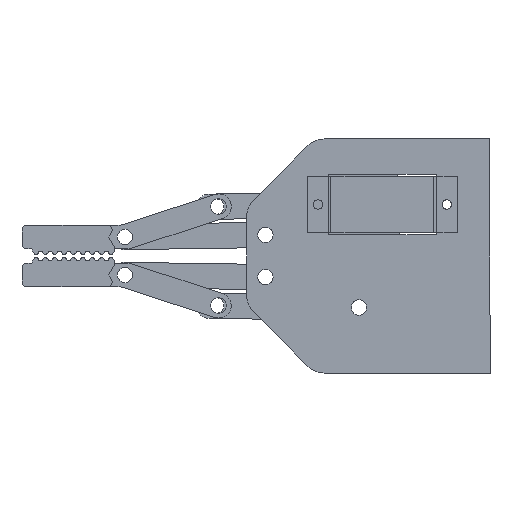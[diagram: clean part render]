
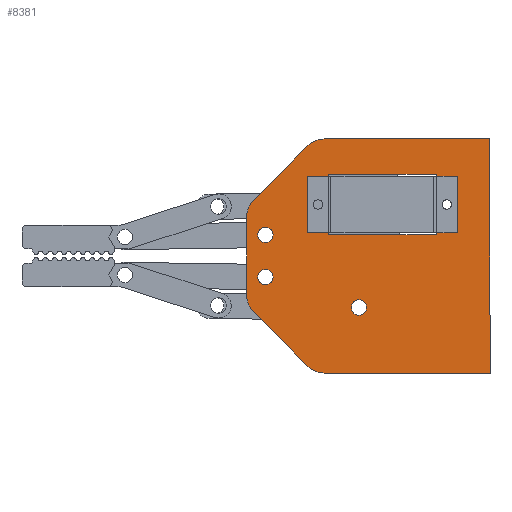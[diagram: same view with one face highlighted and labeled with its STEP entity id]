
A CAD part, front view. The second image highlights one B-rep face of the part: STEP entity #8381.
In plain terms, the highlighted planar face has unit normal (0, -1, 0).
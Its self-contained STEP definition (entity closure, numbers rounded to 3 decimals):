
#467=FACE_BOUND('',#1145,.T.);
#468=FACE_BOUND('',#1146,.T.);
#469=FACE_BOUND('',#1147,.T.);
#470=FACE_BOUND('',#1148,.T.);
#471=FACE_BOUND('',#1149,.T.);
#472=FACE_BOUND('',#1150,.T.);
#520=PLANE('',#8939);
#678=FACE_OUTER_BOUND('',#1144,.T.);
#1144=EDGE_LOOP('',(#5594,#5595,#5596,#5597,#5598,#5599,#5600,#5601,#5602,
#5603));
#1145=EDGE_LOOP('',(#5604));
#1146=EDGE_LOOP('',(#5605));
#1147=EDGE_LOOP('',(#5606));
#1148=EDGE_LOOP('',(#5607,#5608,#5609,#5610));
#1149=EDGE_LOOP('',(#5611));
#1150=EDGE_LOOP('',(#5612));
#1661=LINE('',#11777,#2355);
#1665=LINE('',#11788,#2359);
#1666=LINE('',#11792,#2360);
#1667=LINE('',#11794,#2361);
#1668=LINE('',#11796,#2362);
#1669=LINE('',#11800,#2363);
#1670=LINE('',#11803,#2364);
#1671=LINE('',#11807,#2365);
#1672=LINE('',#11809,#2366);
#1673=LINE('',#11810,#2367);
#2355=VECTOR('',#9662,10.);
#2359=VECTOR('',#9670,10.);
#2360=VECTOR('',#9673,10.);
#2361=VECTOR('',#9674,10.);
#2362=VECTOR('',#9675,10.);
#2363=VECTOR('',#9678,10.);
#2364=VECTOR('',#9681,10.);
#2365=VECTOR('',#9684,10.);
#2366=VECTOR('',#9685,10.);
#2367=VECTOR('',#9686,10.);
#3047=CIRCLE('',#8933,1.);
#3049=CIRCLE('',#8936,1.);
#3051=CIRCLE('',#8940,5.5);
#3052=CIRCLE('',#8941,5.);
#3053=CIRCLE('',#8942,5.);
#3054=CIRCLE('',#8943,5.5);
#3055=CIRCLE('',#8944,1.65);
#3056=CIRCLE('',#8945,1.65);
#3057=CIRCLE('',#8946,1.65);
#3404=VERTEX_POINT('',#11763);
#3406=VERTEX_POINT('',#11769);
#3408=VERTEX_POINT('',#11775);
#3409=VERTEX_POINT('',#11776);
#3412=VERTEX_POINT('',#11784);
#3413=VERTEX_POINT('',#11785);
#3414=VERTEX_POINT('',#11787);
#3415=VERTEX_POINT('',#11789);
#3416=VERTEX_POINT('',#11791);
#3417=VERTEX_POINT('',#11793);
#3418=VERTEX_POINT('',#11795);
#3419=VERTEX_POINT('',#11797);
#3420=VERTEX_POINT('',#11799);
#3421=VERTEX_POINT('',#11801);
#3422=VERTEX_POINT('',#11804);
#3423=VERTEX_POINT('',#11806);
#3424=VERTEX_POINT('',#11808);
#3425=VERTEX_POINT('',#11811);
#3426=VERTEX_POINT('',#11813);
#4271=EDGE_CURVE('',#3404,#3404,#3047,.T.);
#4274=EDGE_CURVE('',#3406,#3406,#3049,.T.);
#4277=EDGE_CURVE('',#3408,#3409,#1661,.T.);
#4281=EDGE_CURVE('',#3412,#3413,#3051,.F.);
#4282=EDGE_CURVE('',#3413,#3414,#1665,.F.);
#4283=EDGE_CURVE('',#3414,#3415,#3052,.F.);
#4284=EDGE_CURVE('',#3415,#3416,#1666,.F.);
#4285=EDGE_CURVE('',#3416,#3417,#1667,.T.);
#4286=EDGE_CURVE('',#3417,#3418,#1668,.F.);
#4287=EDGE_CURVE('',#3418,#3419,#3053,.F.);
#4288=EDGE_CURVE('',#3419,#3420,#1669,.F.);
#4289=EDGE_CURVE('',#3420,#3421,#3054,.F.);
#4290=EDGE_CURVE('',#3421,#3412,#1670,.F.);
#4291=EDGE_CURVE('',#3422,#3422,#3055,.F.);
#4292=EDGE_CURVE('',#3423,#3408,#1671,.F.);
#4293=EDGE_CURVE('',#3424,#3409,#1672,.T.);
#4294=EDGE_CURVE('',#3424,#3423,#1673,.F.);
#4295=EDGE_CURVE('',#3425,#3425,#3056,.F.);
#4296=EDGE_CURVE('',#3426,#3426,#3057,.F.);
#5594=ORIENTED_EDGE('',*,*,#4281,.T.);
#5595=ORIENTED_EDGE('',*,*,#4282,.T.);
#5596=ORIENTED_EDGE('',*,*,#4283,.T.);
#5597=ORIENTED_EDGE('',*,*,#4284,.T.);
#5598=ORIENTED_EDGE('',*,*,#4285,.T.);
#5599=ORIENTED_EDGE('',*,*,#4286,.T.);
#5600=ORIENTED_EDGE('',*,*,#4287,.T.);
#5601=ORIENTED_EDGE('',*,*,#4288,.T.);
#5602=ORIENTED_EDGE('',*,*,#4289,.T.);
#5603=ORIENTED_EDGE('',*,*,#4290,.T.);
#5604=ORIENTED_EDGE('',*,*,#4271,.T.);
#5605=ORIENTED_EDGE('',*,*,#4274,.T.);
#5606=ORIENTED_EDGE('',*,*,#4291,.T.);
#5607=ORIENTED_EDGE('',*,*,#4292,.T.);
#5608=ORIENTED_EDGE('',*,*,#4277,.T.);
#5609=ORIENTED_EDGE('',*,*,#4293,.F.);
#5610=ORIENTED_EDGE('',*,*,#4294,.T.);
#5611=ORIENTED_EDGE('',*,*,#4295,.T.);
#5612=ORIENTED_EDGE('',*,*,#4296,.T.);
#8381=ADVANCED_FACE('',(#678,#467,#468,#469,#470,#471,#472),#520,.F.);
#8933=AXIS2_PLACEMENT_3D('',#11764,#9648,#9649);
#8936=AXIS2_PLACEMENT_3D('',#11770,#9655,#9656);
#8939=AXIS2_PLACEMENT_3D('',#11783,#9666,#9667);
#8940=AXIS2_PLACEMENT_3D('',#11786,#9668,#9669);
#8941=AXIS2_PLACEMENT_3D('',#11790,#9671,#9672);
#8942=AXIS2_PLACEMENT_3D('',#11798,#9676,#9677);
#8943=AXIS2_PLACEMENT_3D('',#11802,#9679,#9680);
#8944=AXIS2_PLACEMENT_3D('',#11805,#9682,#9683);
#8945=AXIS2_PLACEMENT_3D('',#11812,#9687,#9688);
#8946=AXIS2_PLACEMENT_3D('',#11814,#9689,#9690);
#9648=DIRECTION('center_axis',(0.,1.,0.));
#9649=DIRECTION('ref_axis',(1.,0.,0.));
#9655=DIRECTION('center_axis',(0.,1.,0.));
#9656=DIRECTION('ref_axis',(1.,0.,0.));
#9662=DIRECTION('',(0.,0.,-1.));
#9666=DIRECTION('center_axis',(0.,1.,0.));
#9667=DIRECTION('ref_axis',(-1.,0.,0.));
#9668=DIRECTION('center_axis',(0.,1.,0.));
#9669=DIRECTION('ref_axis',(-0.707,0.,-0.707));
#9670=DIRECTION('',(-0.707,0.,0.707));
#9671=DIRECTION('center_axis',(0.,1.,0.));
#9672=DIRECTION('ref_axis',(0.,0.,-1.));
#9673=DIRECTION('',(-1.,0.,0.));
#9674=DIRECTION('',(0.,0.,1.));
#9675=DIRECTION('',(1.,0.,0.));
#9676=DIRECTION('center_axis',(0.,1.,0.));
#9677=DIRECTION('ref_axis',(-0.707,0.,0.707));
#9678=DIRECTION('',(0.707,0.,0.707));
#9679=DIRECTION('center_axis',(0.,1.,0.));
#9680=DIRECTION('ref_axis',(-1.,0.,0.));
#9681=DIRECTION('',(0.,0.,1.));
#9682=DIRECTION('center_axis',(0.,-1.,0.));
#9683=DIRECTION('ref_axis',(-1.,0.,0.));
#9684=DIRECTION('',(-1.,0.,0.));
#9685=DIRECTION('',(1.,0.,0.));
#9686=DIRECTION('',(0.,0.,-1.));
#9687=DIRECTION('center_axis',(0.,-1.,0.));
#9688=DIRECTION('ref_axis',(-1.,0.,0.));
#9689=DIRECTION('center_axis',(0.,-1.,0.));
#9690=DIRECTION('ref_axis',(-1.,0.,0.));
#11763=CARTESIAN_POINT('',(19.867,0.,-7.762));
#11764=CARTESIAN_POINT('Origin',(20.867,0.,
-7.762));
#11769=CARTESIAN_POINT('',(47.367,0.,-7.762));
#11770=CARTESIAN_POINT('Origin',(48.367,0.,-7.762));
#11775=CARTESIAN_POINT('',(46.117,0.,-1.262));
#11776=CARTESIAN_POINT('',(46.117,0.,-14.262));
#11777=CARTESIAN_POINT('',(46.117,0.,-10.012));
#11783=CARTESIAN_POINT('Origin',(25.103,0.,-18.762));
#11784=CARTESIAN_POINT('',(5.589,0.,-26.956));
#11785=CARTESIAN_POINT('',(7.2,0.,-30.845));
#11786=CARTESIAN_POINT('Origin',(11.089,0.,-26.956));
#11787=CARTESIAN_POINT('',(18.652,0.,-42.297));
#11788=CARTESIAN_POINT('',(8.655,0.,-32.3));
#11789=CARTESIAN_POINT('',(22.188,0.,-43.762));
#11790=CARTESIAN_POINT('Origin',(22.188,0.,-38.762));
#11791=CARTESIAN_POINT('',(57.617,0.,-43.762));
#11792=CARTESIAN_POINT('',(23.645,0.,-43.762));
#11793=CARTESIAN_POINT('',(57.617,0.,6.238));
#11794=CARTESIAN_POINT('',(57.617,0.,-31.262));
#11795=CARTESIAN_POINT('',(22.188,0.,6.238));
#11796=CARTESIAN_POINT('',(34.86,0.,6.238));
#11797=CARTESIAN_POINT('',(18.652,0.,4.774));
#11798=CARTESIAN_POINT('Origin',(22.188,0.,1.238));
#11799=CARTESIAN_POINT('',(7.2,0.,-6.679));
#11800=CARTESIAN_POINT('',(14.381,0.,0.503));
#11801=CARTESIAN_POINT('',(5.589,0.,-10.568));
#11802=CARTESIAN_POINT('Origin',(11.089,0.,-10.568));
#11803=CARTESIAN_POINT('',(5.589,0.,-14.665));
#11804=CARTESIAN_POINT('',(11.267,0.,-14.262));
#11805=CARTESIAN_POINT('Origin',(9.617,0.,-14.262));
#11806=CARTESIAN_POINT('',(23.117,0.,-1.262));
#11807=CARTESIAN_POINT('',(24.11,0.,-1.262));
#11808=CARTESIAN_POINT('',(23.117,0.,-14.262));
#11809=CARTESIAN_POINT('',(23.117,0.,-14.262));
#11810=CARTESIAN_POINT('',(23.117,0.,-21.512));
#11811=CARTESIAN_POINT('',(11.267,0.,-23.262));
#11812=CARTESIAN_POINT('Origin',(9.617,0.,-23.262));
#11813=CARTESIAN_POINT('',(31.267,0.,-29.762));
#11814=CARTESIAN_POINT('Origin',(29.617,0.,-29.762));
